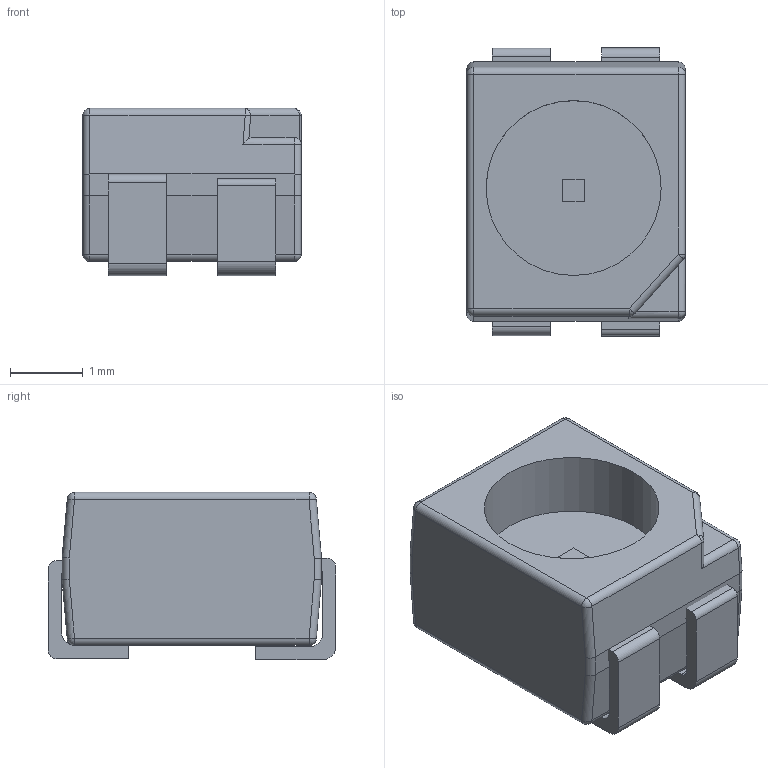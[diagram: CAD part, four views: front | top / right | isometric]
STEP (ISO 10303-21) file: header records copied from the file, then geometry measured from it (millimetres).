
FILE_DESCRIPTION(('FreeCAD Model'),'2;1');
FILE_NAME('Red-LED.stp','2017-02-26T08:46:23',( 'Author'),(''),'Open CASCADE STEP processor 6.8','FreeCAD','Unknown' );
FILE_SCHEMA(('AUTOMOTIVE_DESIGN_CC2 { 1 2 10303 214 -1 1 5 4 }'));
Length unit declared in the file: millimetre
Products named in the file (5): Pad004; Pad005; Pad002; Pad003; Fillet
Bounding box: 3 x 3.95 x 2.29 mm (x, y, z)
Volume: 19.1 mm3; surface area: 71.9 mm2
Topology: 5 solids, 5 shells, 106 faces, 254 edges, 150 vertices
Faces by surface type: plane 58, cylinder 38, sphere 10
Full cylindrical faces by diameter (mm): 2.4 x1
Entity records: 7099 total; most frequent: CARTESIAN_POINT 1304, DIRECTION 949, LINE 573, VECTOR 573, ORIENTED_EDGE 488, PCURVE 488, DEFINITIONAL_REPRESENTATION 488, EDGE_CURVE 244
